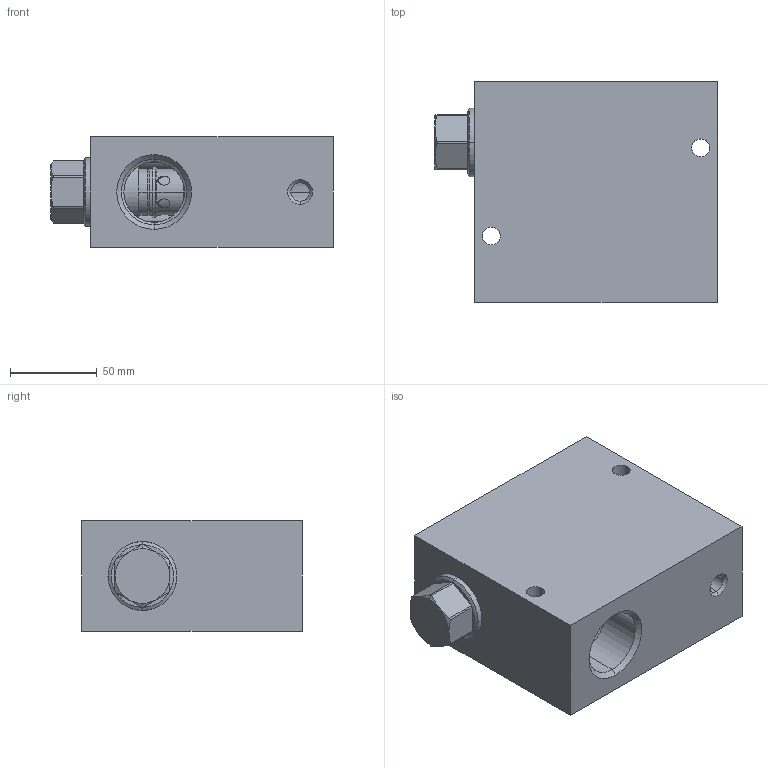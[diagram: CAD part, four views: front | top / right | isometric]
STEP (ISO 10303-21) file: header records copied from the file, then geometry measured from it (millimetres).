
FILE_DESCRIPTION((''),'2;1');
FILE_NAME('H2F_ASM','2021-12-13T',('ProEService'),(''),'PRO/ENGINEER BY PARAMETRIC TECHNOLOGY CORPORATION, 2014200','PRO/ENGINEER BY PARAMETRIC TECHNOLOGY CORPORATION, 2014200','');
FILE_SCHEMA(('CONFIG_CONTROL_DESIGN'));
Length unit declared in the file: inch
Products named in the file (3): 150-755-003; CXGDXCN; H2F_ASM
Assembly tree (2 placements, depth 2):
  H2F_ASM
    150-755-003
    CXGDXCN
Bounding box: 162.74 x 127 x 63.5 mm (x, y, z)
Volume: 895026.2 mm3; surface area: 118229.3 mm2
Topology: 3 solids, 3 shells, 253 faces, 832 edges, 693 vertices
Faces by surface type: cylinder 120, cone 56, plane 45, torus 26, revolution 6
Entity records: 10537 total; most frequent: CARTESIAN_POINT 3324, DIRECTION 1554, ORIENTED_EDGE 1170, EDGE_CURVE 585, AXIS2_PLACEMENT_3D 556, VECTOR 436, LINE 436, VERTEX_POINT 353
